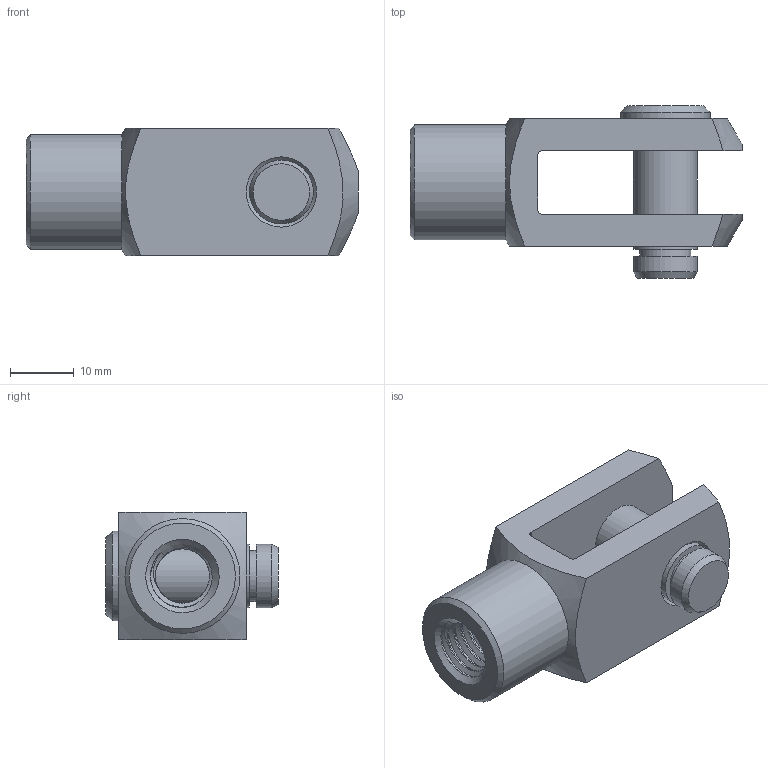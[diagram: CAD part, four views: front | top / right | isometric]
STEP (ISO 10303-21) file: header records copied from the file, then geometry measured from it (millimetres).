
FILE_DESCRIPTION(/* description */ (''),/* implementation_level */ '2;1');
FILE_NAME(/* name */ 'GA40RVS.stp',/* time_stamp */ '2024-05-22T13:22:21+03:00',/* author */ (''),/* organization */ (''),/* preprocessor_version */ 'ST-DEVELOPER v16',/* originating_system */ 'SIEMENS PLM Software NX 11.0',/* authorisation */ '');
FILE_SCHEMA (('AUTOMOTIVE_DESIGN { 1 0 10303 214 3 1 1 1 }'));
Length unit declared in the file: millimetre
Products named in the file (3): Stud; Fork; GA40RVS_stp
Assembly tree (2 placements, depth 2):
  GA40RVS_stp
    Fork
    Stud
Bounding box: 52 x 27 x 20 mm (x, y, z)
Volume: 11702 mm3; surface area: 6833.6 mm2
Topology: 2 solids, 2 shells, 43 faces, 111 edges, 74 vertices
Faces by surface type: plane 15, cylinder 12, cone 10, torus 4, bspline 2
Full cylindrical faces by diameter (mm): 8 x1, 10 x4, 14 x1, 18 x1
Entity records: 3597 total; most frequent: CARTESIAN_POINT 2633, DIRECTION 180, ORIENTED_EDGE 178, EDGE_CURVE 89, AXIS2_PLACEMENT_3D 83, VERTEX_POINT 67, EDGE_LOOP 64, FACE_BOUND 44
